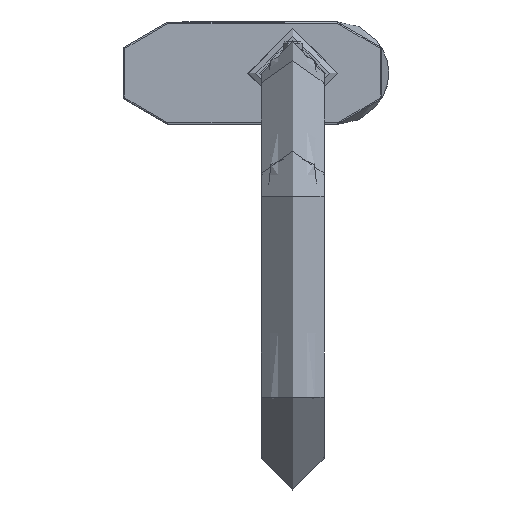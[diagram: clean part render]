
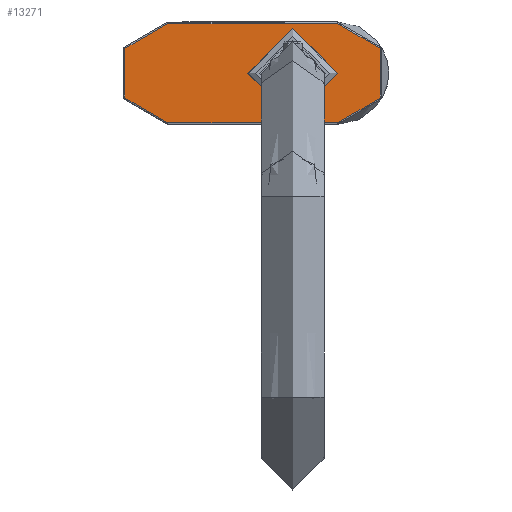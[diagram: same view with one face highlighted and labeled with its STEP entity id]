
A CAD part, left-side view. The second image highlights one B-rep face of the part: STEP entity #13271.
In plain terms, the highlighted face is planar.
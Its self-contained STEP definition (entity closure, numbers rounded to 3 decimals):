
#620 = CARTESIAN_POINT ( 'NONE',  ( 15.5, -26.5, 0. ) ) ;
#1547 = EDGE_LOOP ( 'NONE', ( #12251, #18936, #18269, #25053 ) ) ;
#1659 = CARTESIAN_POINT ( 'NONE',  ( -15.5, 26.5, 0. ) ) ;
#2286 = CARTESIAN_POINT ( 'NONE',  ( 15.5, 26.5, 0. ) ) ;
#2506 = VECTOR ( 'NONE', #2733, 1000. ) ;
#2733 = DIRECTION ( 'NONE',  ( 0., 1., 0. ) ) ;
#2908 = CARTESIAN_POINT ( 'NONE',  ( 15.5, 26.5, 0. ) ) ;
#3166 = DIRECTION ( 'NONE',  ( 1., 0., 0. ) ) ;
#4882 = DIRECTION ( 'NONE',  ( 0., -1., 0. ) ) ;
#5294 = CARTESIAN_POINT ( 'NONE',  ( 14., -12.5, 0. ) ) ;
#5541 = EDGE_CURVE ( 'NONE', #13454, #18766, #26156, .T. ) ;
#5888 = CIRCLE ( 'NONE', #14665, 15.5 ) ;
#8192 = AXIS2_PLACEMENT_3D ( 'NONE', #21470, #13367, #3166 ) ;
#8267 = VERTEX_POINT ( 'NONE', #5294 ) ;
#8311 = CIRCLE ( 'NONE', #15243, 14. ) ;
#10532 = EDGE_LOOP ( 'NONE', ( #20918 ) ) ;
#11132 = DIRECTION ( 'NONE',  ( 1., 0., 0. ) ) ;
#12129 = DIRECTION ( 'NONE',  ( 1., 0., 0. ) ) ;
#12251 = ORIENTED_EDGE ( 'NONE', *, *, #21162, .T. ) ;
#12905 = CARTESIAN_POINT ( 'NONE',  ( 0., -12.5, 0. ) ) ;
#13063 = AXIS2_PLACEMENT_3D ( 'NONE', #24560, #22800, #14508 ) ;
#13171 = EDGE_CURVE ( 'NONE', #24914, #17260, #20581, .T. ) ;
#13200 = PLANE ( 'NONE',  #8192 ) ;
#13214 = CIRCLE ( 'NONE', #13063, 15.5 ) ;
#13271 = ADVANCED_FACE ( 'NONE', ( #14516, #22139 ), #13200, .T. ) ;
#13367 = DIRECTION ( 'NONE',  ( 0., 0., 1. ) ) ;
#13454 = VERTEX_POINT ( 'NONE', #1659 ) ;
#13791 = EDGE_CURVE ( 'NONE', #17260, #13454, #13214, .T. ) ;
#14071 = VECTOR ( 'NONE', #4882, 1000. ) ;
#14508 = DIRECTION ( 'NONE',  ( 1., 0., 0. ) ) ;
#14516 = FACE_BOUND ( 'NONE', #10532, .T. ) ;
#14665 = AXIS2_PLACEMENT_3D ( 'NONE', #22008, #18170, #12129 ) ;
#14901 = CARTESIAN_POINT ( 'NONE',  ( -15.5, 26.5, 0. ) ) ;
#15243 = AXIS2_PLACEMENT_3D ( 'NONE', #12905, #16900, #11132 ) ;
#16900 = DIRECTION ( 'NONE',  ( 0., 0., 1. ) ) ;
#17260 = VERTEX_POINT ( 'NONE', #2286 ) ;
#18170 = DIRECTION ( 'NONE',  ( 0., 0., 1. ) ) ;
#18269 = ORIENTED_EDGE ( 'NONE', *, *, #13791, .T. ) ;
#18766 = VERTEX_POINT ( 'NONE', #23636 ) ;
#18936 = ORIENTED_EDGE ( 'NONE', *, *, #13171, .T. ) ;
#20581 = LINE ( 'NONE', #2908, #2506 ) ;
#20918 = ORIENTED_EDGE ( 'NONE', *, *, #25115, .F. ) ;
#21162 = EDGE_CURVE ( 'NONE', #18766, #24914, #5888, .T. ) ;
#21470 = CARTESIAN_POINT ( 'NONE',  ( 0., 26.5, 0. ) ) ;
#22008 = CARTESIAN_POINT ( 'NONE',  ( 0., -26.5, 0. ) ) ;
#22139 = FACE_OUTER_BOUND ( 'NONE', #1547, .T. ) ;
#22800 = DIRECTION ( 'NONE',  ( 0., 0., 1. ) ) ;
#23636 = CARTESIAN_POINT ( 'NONE',  ( -15.5, -26.5, 0. ) ) ;
#24560 = CARTESIAN_POINT ( 'NONE',  ( 0., 26.5, 0. ) ) ;
#24914 = VERTEX_POINT ( 'NONE', #620 ) ;
#25053 = ORIENTED_EDGE ( 'NONE', *, *, #5541, .T. ) ;
#25115 = EDGE_CURVE ( 'NONE', #8267, #8267, #8311, .T. ) ;
#26156 = LINE ( 'NONE', #14901, #14071 ) ;
